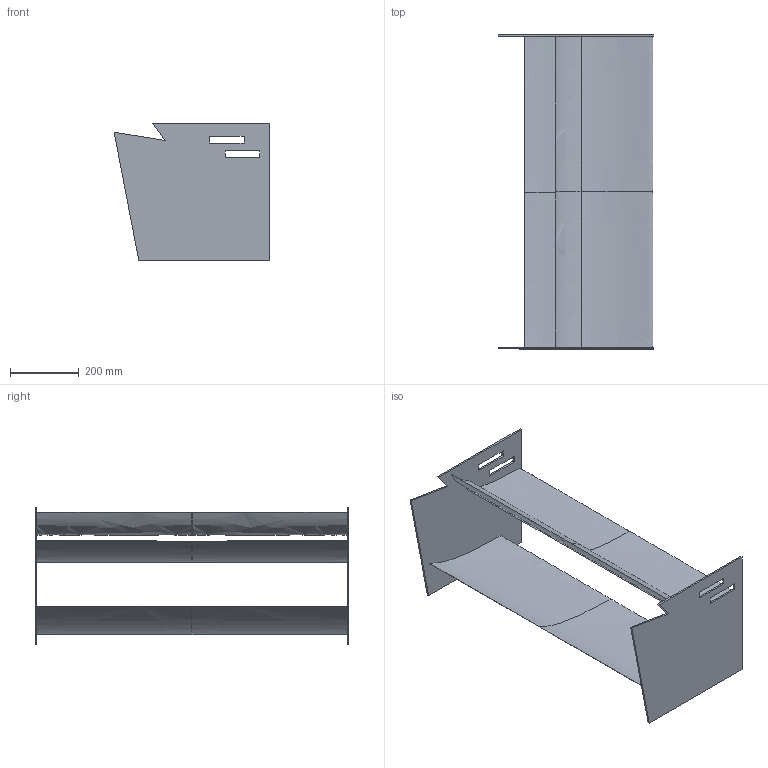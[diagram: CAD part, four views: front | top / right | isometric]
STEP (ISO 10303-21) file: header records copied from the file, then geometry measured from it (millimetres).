
FILE_DESCRIPTION(('CATIA V5 STEP Exchange'),'2;1');
FILE_NAME('Rear Wing.stp','2019-12-12T17:54:06+00:00',('none'),('none'),'CATIA Version 5 Release 17 (IN-10)','CATIA V5 STEP AP203','none');
FILE_SCHEMA(('CONFIG_CONTROL_DESIGN'));
Length unit declared in the file: millimetre
Products named in the file (5): Rear Wing; R_Main_As; R_Sub_As; Symmetry of R_Sub_As; Symmetry of R_Main_As
Assembly tree (12 placements, depth 3):
  Rear Wing
    #56
    R_Main_As
      #575
    R_Sub_As
      #2629
      #4608
    #6656
    Symmetry of R_Sub_As
      #7175
      #9154
    Symmetry of R_Main_As
      #11208
Bounding box: 451.5 x 910 x 400 mm (x, y, z)
Volume: 12958308.8 mm3; surface area: 1882904.3 mm2
Topology: 8 solids, 8 shells, 62 faces, 128 edges, 82 vertices
Faces by surface type: plane 50, bspline 12
Entity records: 13223 total; most frequent: CARTESIAN_POINT 11736, ORIENTED_EDGE 256, DIRECTION 238, EDGE_CURVE 128, VECTOR 90, LINE 90, VERTEX_POINT 82, AXIS2_PLACEMENT_3D 74
